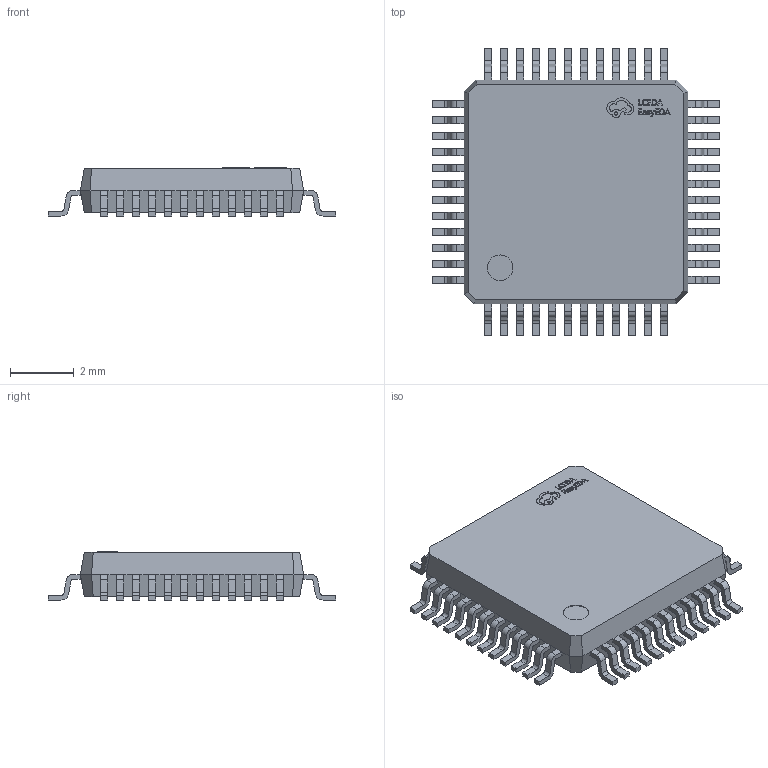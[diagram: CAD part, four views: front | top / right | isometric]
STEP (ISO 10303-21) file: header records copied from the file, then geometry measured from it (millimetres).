
FILE_DESCRIPTION (( 'STEP AP214' ), '1' );
FILE_NAME ('LQFP-48_L7.0-W7.0-P0.50-LS9.0-BL_1.STEP', '2023-08-17T11:47:05', ( '' ), ( '' ), 'SwSTEP 2.0', 'SolidWorks 2020', '' );
FILE_SCHEMA (( 'AUTOMOTIVE_DESIGN' ));
Length unit declared in the file: millimetre
Products named in the file (1): LQFP-48_L7.0-W7.0-P0.50-LS9.0-BL_1
Bounding box: 9 x 9 x 1.51 mm (x, y, z)
Volume: 68.3 mm3; surface area: 181.6 mm2
Topology: 1 solids, 1 shells, 869 faces, 2437 edges, 1590 vertices
Faces by surface type: plane 577, cylinder 194, bspline 98
Entity records: 37832 total; most frequent: CARTESIAN_POINT 6203, ORIENTED_EDGE 4874, DIRECTION 4169, EDGE_CURVE 2437, LINE 1849, VECTOR 1849, VERTEX_POINT 1590, AXIS2_PLACEMENT_3D 1160
